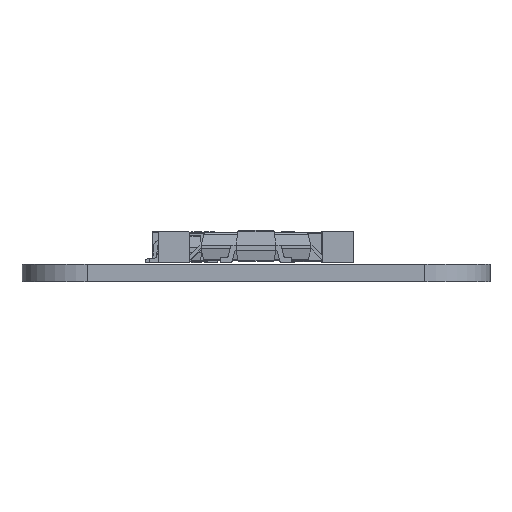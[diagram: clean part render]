
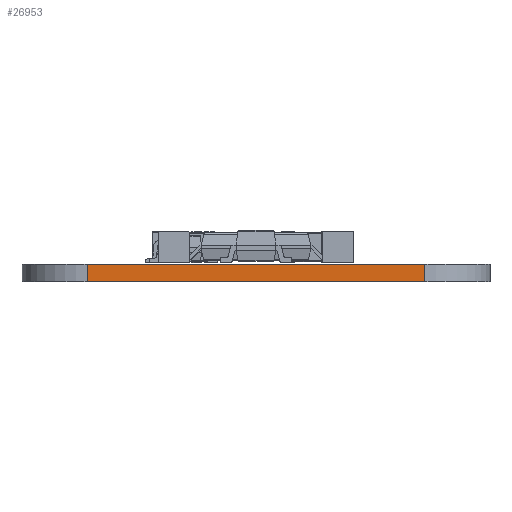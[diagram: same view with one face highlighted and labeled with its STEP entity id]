
A CAD part, front view. The second image highlights one B-rep face of the part: STEP entity #26953.
In plain terms, the highlighted planar face has unit normal (0, -1, 0).
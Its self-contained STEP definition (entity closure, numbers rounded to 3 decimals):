
#25891 = VERTEX_POINT('',#25892);
#25892 = CARTESIAN_POINT('',(14.404,-50.874,0.));
#25899 = EDGE_CURVE('',#25891,#25900,#25902,.T.);
#25900 = VERTEX_POINT('',#25901);
#25901 = CARTESIAN_POINT('',(0.836,-50.874,0.));
#25902 = LINE('',#25903,#25904);
#25903 = CARTESIAN_POINT('',(14.404,-50.874,0.));
#25904 = VECTOR('',#25905,1.);
#25905 = DIRECTION('',(-1.,0.,0.));
#26400 = VERTEX_POINT('',#26401);
#26401 = CARTESIAN_POINT('',(14.404,-50.874,0.7));
#26408 = EDGE_CURVE('',#26400,#26409,#26411,.T.);
#26409 = VERTEX_POINT('',#26410);
#26410 = CARTESIAN_POINT('',(0.836,-50.874,0.7));
#26411 = LINE('',#26412,#26413);
#26412 = CARTESIAN_POINT('',(14.404,-50.874,0.7));
#26413 = VECTOR('',#26414,1.);
#26414 = DIRECTION('',(-1.,0.,0.));
#26925 = EDGE_CURVE('',#25891,#26400,#26926,.T.);
#26926 = LINE('',#26927,#26928);
#26927 = CARTESIAN_POINT('',(14.404,-50.874,0.));
#26928 = VECTOR('',#26929,1.);
#26929 = DIRECTION('',(0.,0.,1.));
#26953 = ADVANCED_FACE('',(#26954),#26965,.T.);
#26954 = FACE_BOUND('',#26955,.T.);
#26955 = EDGE_LOOP('',(#26956,#26957,#26958,#26964));
#26956 = ORIENTED_EDGE('',*,*,#26925,.T.);
#26957 = ORIENTED_EDGE('',*,*,#26408,.T.);
#26958 = ORIENTED_EDGE('',*,*,#26959,.F.);
#26959 = EDGE_CURVE('',#25900,#26409,#26960,.T.);
#26960 = LINE('',#26961,#26962);
#26961 = CARTESIAN_POINT('',(0.836,-50.874,0.));
#26962 = VECTOR('',#26963,1.);
#26963 = DIRECTION('',(0.,0.,1.));
#26964 = ORIENTED_EDGE('',*,*,#25899,.F.);
#26965 = PLANE('',#26966);
#26966 = AXIS2_PLACEMENT_3D('',#26967,#26968,#26969);
#26967 = CARTESIAN_POINT('',(14.404,-50.874,0.));
#26968 = DIRECTION('',(0.,-1.,0.));
#26969 = DIRECTION('',(-1.,0.,0.));
